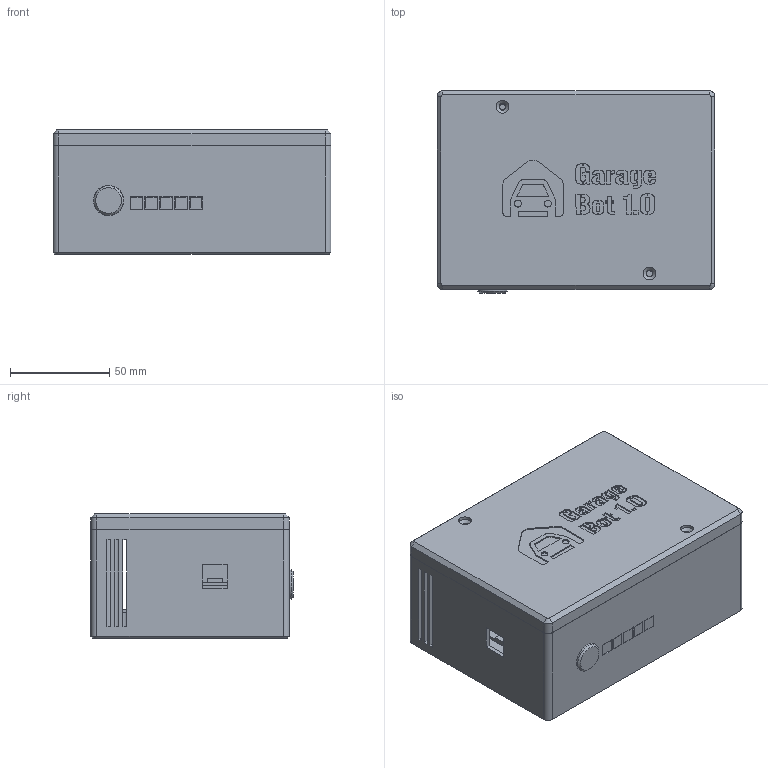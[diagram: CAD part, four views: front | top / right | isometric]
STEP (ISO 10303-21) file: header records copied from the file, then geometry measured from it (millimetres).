
FILE_DESCRIPTION(/* description */ (''),/* implementation_level */ '2;1');
FILE_NAME(/* name */ 'Enclosure.step',/* time_stamp */ '2021-05-07T10:57:42+10:00',/* author */ (''),/* organization */ (''),/* preprocessor_version */ 'ST-DEVELOPER v18.1',/* originating_system */ 'Autodesk Translation Framework v10.6.0.1341',/* authorisation */ '');
FILE_SCHEMA (('AUTOMOTIVE_DESIGN { 1 0 10303 214 3 1 1 }'));
Length unit declared in the file: millimetre
Products named in the file (10): Enclosure; Enclosure Base; Enclosure Lid; Button; LED Separator; LED Diffuser; Device Analogues; OriginalRemote; Main Board; LED Panel
Assembly tree (9 placements, depth 3):
  Enclosure
    Enclosure Base
    Enclosure Lid
    Button
    LED Separator
    LED Diffuser
    Device Analogues
      OriginalRemote
      Main Board
      LED Panel
Bounding box: 140 x 101.8 x 62.6 mm (x, y, z)
Volume: 177005.9 mm3; surface area: 139308.9 mm2
Topology: 10 solids, 10 shells, 641 faces, 1650 edges, 1090 vertices
Faces by surface type: plane 404, bspline 133, cylinder 79, cone 20, sphere 5
Full cylindrical faces by diameter (mm): 2 x16, 3 x11, 3.5 x1, 6.5 x2, 8 x8, 10 x1, 15 x1, 15.2 x1, 17 x1
Entity records: 20046 total; most frequent: CARTESIAN_POINT 4730, ORIENTED_EDGE 3290, DIRECTION 2636, EDGE_CURVE 1645, LINE 1168, VECTOR 1168, VERTEX_POINT 1090, EDGE_LOOP 761
